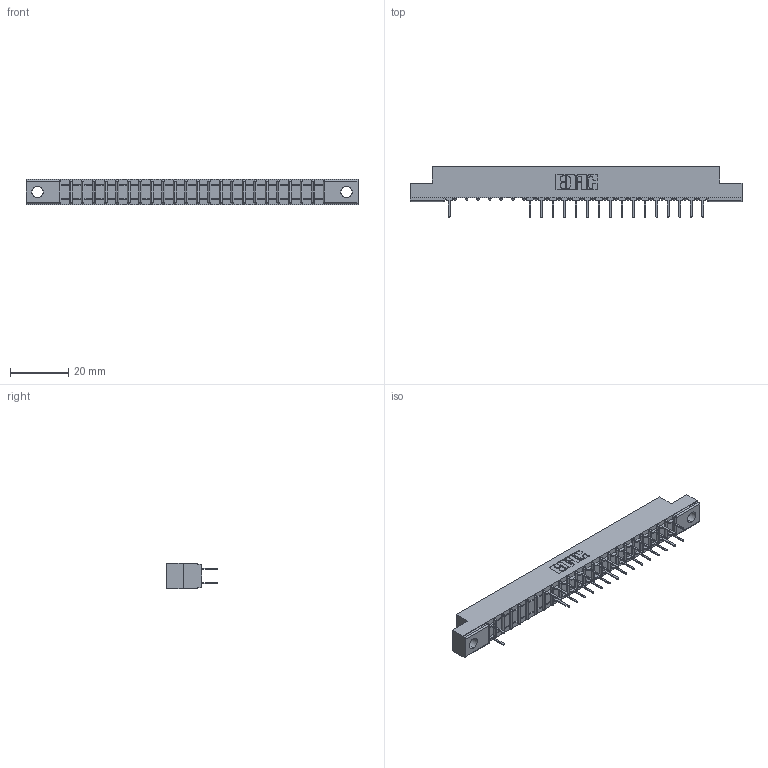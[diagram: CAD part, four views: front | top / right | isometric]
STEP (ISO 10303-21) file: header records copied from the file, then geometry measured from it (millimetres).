
FILE_DESCRIPTION (( 'STEP AP203' ), '1' );
FILE_NAME ('307-046-524-204.STEP', '2018-08-06T03:00:55', ( '' ), ( '' ), 'SwSTEP 2.0', 'SolidWorks 2016', '' );
FILE_SCHEMA (( 'CONFIG_CONTROL_DESIGN' ));
Length unit declared in the file: inch
Products named in the file (3): 307 Part_.156 Dia Mounting Holes; 307-290-001_524; 307-046-524-204
Assembly tree (34 placements, depth 2):
  307-046-524-204
    307 Part_.156 Dia Mounting Holes
    307-290-001_524  x33
Bounding box: 114.15 x 17.42 x 8.71 mm (x, y, z)
Volume: 7181.4 mm3; surface area: 11574.5 mm2
Topology: 34 solids, 34 shells, 1804 faces, 5065 edges, 3266 vertices
Faces by surface type: plane 1185, cylinder 571, sphere 48
Entity records: 22766 total; most frequent: CARTESIAN_POINT 3788, ORIENTED_EDGE 3762, DIRECTION 3697, EDGE_CURVE 1881, LINE 1443, VECTOR 1443, VERTEX_POINT 1218, AXIS2_PLACEMENT_3D 1127
